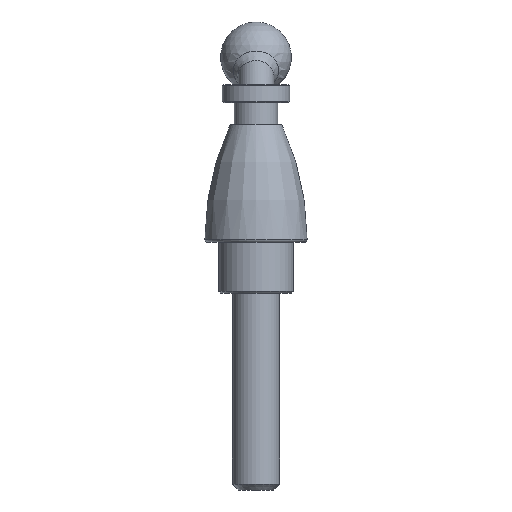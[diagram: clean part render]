
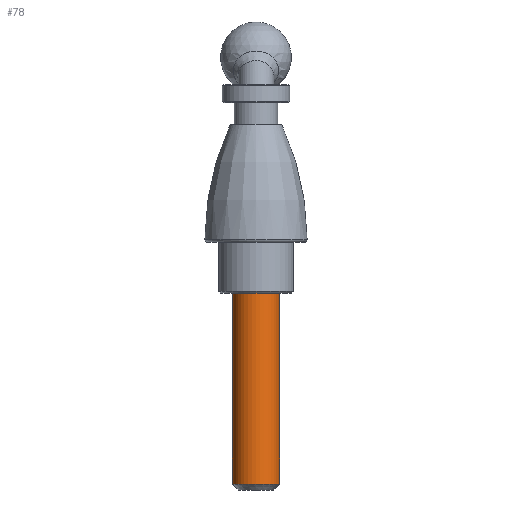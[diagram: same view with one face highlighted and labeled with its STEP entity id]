
A CAD part, left-side view. The second image highlights one B-rep face of the part: STEP entity #78.
In plain terms, the highlighted cylindrical face has radius 6 mm (diameter 12 mm), a full revolution.
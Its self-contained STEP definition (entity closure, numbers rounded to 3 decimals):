
#78 = ADVANCED_FACE( '', ( #175, #176 ), #177, .T. );
#175 = FACE_OUTER_BOUND( '', #952, .T. );
#176 = FACE_OUTER_BOUND( '', #953, .T. );
#177 = CYLINDRICAL_SURFACE( '', #954, 6. );
#952 = EDGE_LOOP( '', ( #1930 ) );
#953 = EDGE_LOOP( '', ( #1931 ) );
#954 = AXIS2_PLACEMENT_3D( '', #1932, #1933, #1934 );
#1930 = ORIENTED_EDGE( '', *, *, #2046, .T. );
#1931 = ORIENTED_EDGE( '', *, *, #2047, .T. );
#1932 = CARTESIAN_POINT( '', ( 0., 0., -50. ) );
#1933 = DIRECTION( '', ( 0., 0., -1. ) );
#1934 = DIRECTION( '', ( 1., 0., 0. ) );
#2046 = EDGE_CURVE( '', #2120, #2120, #2121, .F. );
#2047 = EDGE_CURVE( '', #2122, #2122, #2123, .F. );
#2120 = VERTEX_POINT( '', #2846 );
#2121 = CIRCLE( '', #2847, 6. );
#2122 = VERTEX_POINT( '', #2848 );
#2123 = CIRCLE( '', #2849, 6. );
#2846 = CARTESIAN_POINT( '', ( -6., 0., -48.5 ) );
#2847 = AXIS2_PLACEMENT_3D( '', #3165, #3166, #3167 );
#2848 = CARTESIAN_POINT( '', ( 6., 0., 0. ) );
#2849 = AXIS2_PLACEMENT_3D( '', #3168, #3169, #3170 );
#3165 = CARTESIAN_POINT( '', ( 0., 0., -48.5 ) );
#3166 = DIRECTION( '', ( 0., 0., -1. ) );
#3167 = DIRECTION( '', ( -1., 0., 0. ) );
#3168 = CARTESIAN_POINT( '', ( 0., 0., 0. ) );
#3169 = DIRECTION( '', ( 0., 0., 1. ) );
#3170 = DIRECTION( '', ( 1., 0., 0. ) );
